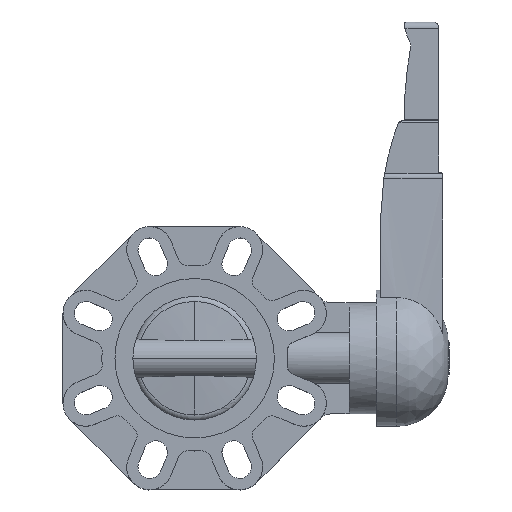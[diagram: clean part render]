
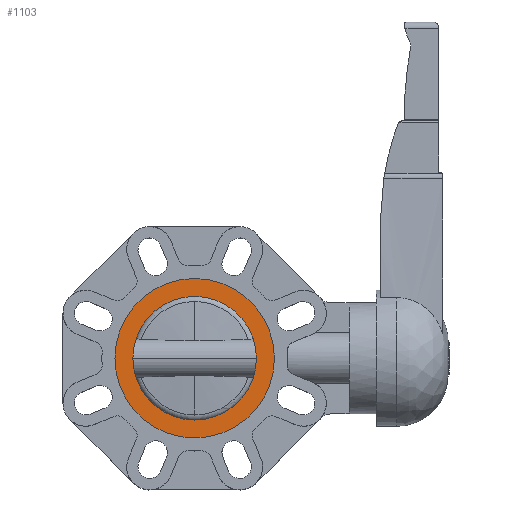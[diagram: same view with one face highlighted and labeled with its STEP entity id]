
A CAD part, top view. The second image highlights one B-rep face of the part: STEP entity #1103.
In plain terms, the highlighted planar face has unit normal (0, 0, 1).
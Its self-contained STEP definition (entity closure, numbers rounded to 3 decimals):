
#1103=ADVANCED_FACE('',(#2223,#2224),#2225,.F.);
#2223=FACE_OUTER_BOUND('',#3424,.T.);
#2224=FACE_BOUND('',#3425,.T.);
#2225=PLANE('',#3426);
#3424=EDGE_LOOP('',(#6777,#6778));
#3425=EDGE_LOOP('',(#6779,#6780,#6781));
#3426=AXIS2_PLACEMENT_3D('',#6782,#6783,#6784);
#6777=ORIENTED_EDGE('',*,*,#8244,.F.);
#6778=ORIENTED_EDGE('',*,*,#7246,.F.);
#6779=ORIENTED_EDGE('',*,*,#8240,.F.);
#6780=ORIENTED_EDGE('',*,*,#8239,.F.);
#6781=ORIENTED_EDGE('',*,*,#7251,.F.);
#6782=CARTESIAN_POINT('',(-205.0,0.,28.5));
#6783=DIRECTION('',(0.0,0.0,-1.0));
#6784=DIRECTION('',(0.0,1.0,0.0));
#7246=EDGE_CURVE('',#8763,#8766,#8767,.T.);
#7251=EDGE_CURVE('',#8772,#8775,#8776,.T.);
#8239=EDGE_CURVE('',#8775,#10246,#10247,.T.);
#8240=EDGE_CURVE('',#10246,#8772,#10248,.T.);
#8244=EDGE_CURVE('',#8766,#8763,#10252,.T.);
#8763=VERTEX_POINT('',#11076);
#8766=VERTEX_POINT('',#11080);
#8767=CIRCLE('',#11081,64.5);
#8772=VERTEX_POINT('',#11087);
#8775=VERTEX_POINT('',#11091);
#8776=CIRCLE('',#11092,50.0);
#10246=VERTEX_POINT('',#13014);
#10247=CIRCLE('',#13015,50.0);
#10248=CIRCLE('',#13016,50.0);
#10252=CIRCLE('',#13020,64.5);
#11076=CARTESIAN_POINT('',(-140.5,0.,28.5));
#11080=CARTESIAN_POINT('',(-269.5,0.,28.5));
#11081=AXIS2_PLACEMENT_3D('',#13728,#13729,#13730);
#11087=CARTESIAN_POINT('',(-205.0,-50.,28.5));
#11091=CARTESIAN_POINT('',(-205.0,50.,28.5));
#11092=AXIS2_PLACEMENT_3D('',#13736,#13737,#13738);
#13014=CARTESIAN_POINT('',(-255.0,0.,28.5));
#13015=AXIS2_PLACEMENT_3D('',#15177,#15178,#15179);
#13016=AXIS2_PLACEMENT_3D('',#15180,#15181,#15182);
#13020=AXIS2_PLACEMENT_3D('',#15186,#15187,#15188);
#13728=CARTESIAN_POINT('',(-205.0,0.,28.5));
#13729=DIRECTION('',(0.0,0.0,-1.0));
#13730=DIRECTION('',(1.0,0.,0.0));
#13736=CARTESIAN_POINT('',(-205.0,0.,28.5));
#13737=DIRECTION('',(0.0,0.0,1.0));
#13738=DIRECTION('',(1.0,0.,0.0));
#15177=CARTESIAN_POINT('',(-205.0,0.,28.5));
#15178=DIRECTION('',(0.0,0.0,1.0));
#15179=DIRECTION('',(1.0,0.,0.0));
#15180=CARTESIAN_POINT('',(-205.0,0.,28.5));
#15181=DIRECTION('',(0.0,0.0,1.0));
#15182=DIRECTION('',(1.0,0.,0.0));
#15186=CARTESIAN_POINT('',(-205.0,0.,28.5));
#15187=DIRECTION('',(0.0,0.0,-1.0));
#15188=DIRECTION('',(1.0,0.,0.0));
